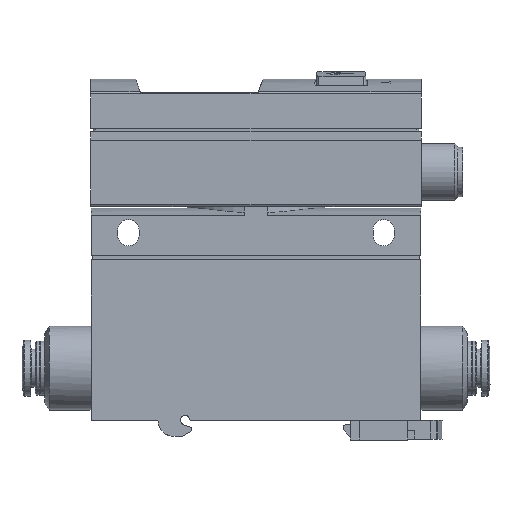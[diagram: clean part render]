
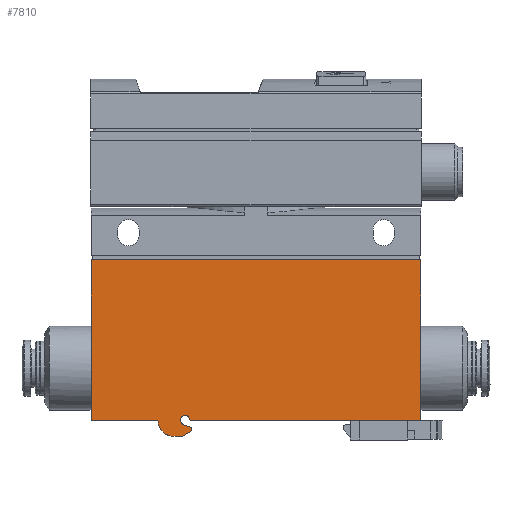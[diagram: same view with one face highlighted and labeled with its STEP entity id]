
A CAD part, left-side view. The second image highlights one B-rep face of the part: STEP entity #7810.
In plain terms, the highlighted face is planar.
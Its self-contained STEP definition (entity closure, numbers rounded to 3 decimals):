
#233=CIRCLE('',#8211,3.4);
#239=CIRCLE('',#8222,1.);
#670=ORIENTED_EDGE('',*,*,#2263,.F.);
#671=ORIENTED_EDGE('',*,*,#2249,.T.);
#672=ORIENTED_EDGE('',*,*,#2262,.T.);
#673=ORIENTED_EDGE('',*,*,#2220,.T.);
#674=ORIENTED_EDGE('',*,*,#2227,.T.);
#675=ORIENTED_EDGE('',*,*,#2230,.T.);
#676=ORIENTED_EDGE('',*,*,#2233,.T.);
#677=ORIENTED_EDGE('',*,*,#2236,.T.);
#678=ORIENTED_EDGE('',*,*,#2242,.F.);
#679=ORIENTED_EDGE('',*,*,#2244,.T.);
#680=ORIENTED_EDGE('',*,*,#2187,.T.);
#681=ORIENTED_EDGE('',*,*,#2028,.T.);
#2028=EDGE_CURVE('',#2850,#2849,#3415,.T.);
#2187=EDGE_CURVE('',#2984,#2850,#3504,.T.);
#2220=EDGE_CURVE('',#3009,#3008,#233,.T.);
#2227=EDGE_CURVE('',#3008,#3014,#3536,.T.);
#2230=EDGE_CURVE('',#3014,#3016,#3539,.T.);
#2233=EDGE_CURVE('',#3016,#3018,#3542,.T.);
#2236=EDGE_CURVE('',#3018,#3020,#3545,.T.);
#2242=EDGE_CURVE('',#3024,#3020,#239,.T.);
#2244=EDGE_CURVE('',#3024,#2984,#3549,.T.);
#2249=EDGE_CURVE('',#3029,#3030,#3553,.T.);
#2262=EDGE_CURVE('',#3030,#3009,#3566,.T.);
#2263=EDGE_CURVE('',#3029,#2849,#3567,.T.);
#2849=VERTEX_POINT('',#10389);
#2850=VERTEX_POINT('',#10391);
#2984=VERTEX_POINT('',#10793);
#3008=VERTEX_POINT('',#10855);
#3009=VERTEX_POINT('',#10857);
#3014=VERTEX_POINT('',#10869);
#3016=VERTEX_POINT('',#10875);
#3018=VERTEX_POINT('',#10881);
#3020=VERTEX_POINT('',#10887);
#3024=VERTEX_POINT('',#10898);
#3029=VERTEX_POINT('',#10913);
#3030=VERTEX_POINT('',#10914);
#3415=LINE('',#10390,#3996);
#3504=LINE('',#10792,#4085);
#3536=LINE('',#10870,#4117);
#3539=LINE('',#10876,#4120);
#3542=LINE('',#10882,#4123);
#3545=LINE('',#10888,#4126);
#3549=LINE('',#10902,#4130);
#3553=LINE('',#10912,#4134);
#3566=LINE('',#10934,#4147);
#3567=LINE('',#10936,#4148);
#3996=VECTOR('',#8684,1000.);
#4085=VECTOR('',#8937,1000.);
#4117=VECTOR('',#8999,1000.);
#4120=VECTOR('',#9004,1000.);
#4123=VECTOR('',#9009,1000.);
#4126=VECTOR('',#9014,1000.);
#4130=VECTOR('',#9030,1000.);
#4134=VECTOR('',#9038,1000.);
#4147=VECTOR('',#9053,1000.);
#4148=VECTOR('',#9056,1000.);
#4633=EDGE_LOOP('',(#670,#671,#672,#673,#674,#675,#676,#677,#678,#679,#680,
#681));
#5070=FACE_BOUND('',#4633,.T.);
#5480=PLANE('',#8227);
#7810=ADVANCED_FACE('',(#5070),#5480,.T.);
#8211=AXIS2_PLACEMENT_3D('',#10856,#8987,#8988);
#8222=AXIS2_PLACEMENT_3D('',#10899,#9025,#9026);
#8227=AXIS2_PLACEMENT_3D('',#10935,#9054,#9055);
#8684=DIRECTION('',(0.,0.,-1.));
#8937=DIRECTION('',(0.,-1.,0.));
#8987=DIRECTION('',(1.,0.,0.));
#8988=DIRECTION('',(0.,0.,-1.));
#8999=DIRECTION('',(0.,-1.,0.));
#9004=DIRECTION('',(0.,-0.866,-0.5));
#9009=DIRECTION('',(0.,0.,-1.));
#9014=DIRECTION('',(0.,0.94,-0.342));
#9025=DIRECTION('',(1.,0.,0.));
#9026=DIRECTION('',(0.,0.,-1.));
#9030=DIRECTION('',(0.,-0.707,0.707));
#9038=DIRECTION('',(0.,0.,1.));
#9053=DIRECTION('',(0.,-1.,0.));
#9054=DIRECTION('',(1.,0.,0.));
#9055=DIRECTION('',(0.,0.,-1.));
#9056=DIRECTION('',(0.,-1.,0.));
#10389=CARTESIAN_POINT('',(16.15,-34.9,-33.9));
#10390=CARTESIAN_POINT('',(16.15,-34.9,0.));
#10391=CARTESIAN_POINT('',(16.15,-34.9,0.));
#10792=CARTESIAN_POINT('',(16.15,13.9,0.));
#10793=CARTESIAN_POINT('',(16.15,13.9,0.));
#10855=CARTESIAN_POINT('',(16.15,17.35,3.4));
#10856=CARTESIAN_POINT('',(16.15,17.35,0.));
#10857=CARTESIAN_POINT('',(16.15,20.75,0.));
#10869=CARTESIAN_POINT('',(16.15,15.6,3.4));
#10870=CARTESIAN_POINT('',(16.15,17.35,3.4));
#10875=CARTESIAN_POINT('',(16.15,13.6,2.245));
#10876=CARTESIAN_POINT('',(16.15,15.6,3.4));
#10881=CARTESIAN_POINT('',(16.15,13.6,1.574));
#10882=CARTESIAN_POINT('',(16.15,13.6,2.245));
#10887=CARTESIAN_POINT('',(16.15,15.342,0.94));
#10888=CARTESIAN_POINT('',(16.15,13.6,1.574));
#10898=CARTESIAN_POINT('',(16.15,14.006,-0.106));
#10899=CARTESIAN_POINT('',(16.15,15.,0.));
#10902=CARTESIAN_POINT('',(16.15,14.006,-0.106));
#10912=CARTESIAN_POINT('',(16.15,34.9,-44.8));
#10913=CARTESIAN_POINT('',(16.15,34.9,-33.9));
#10914=CARTESIAN_POINT('',(16.15,34.9,0.));
#10934=CARTESIAN_POINT('',(16.15,34.9,0.));
#10935=CARTESIAN_POINT('',(16.15,15.,0.));
#10936=CARTESIAN_POINT('',(16.15,15.,-33.9));
